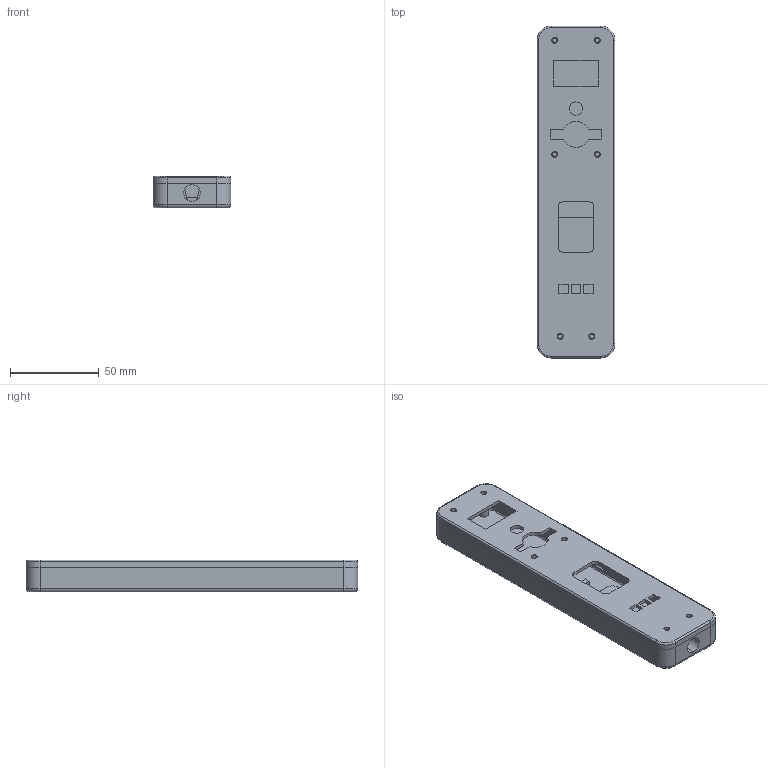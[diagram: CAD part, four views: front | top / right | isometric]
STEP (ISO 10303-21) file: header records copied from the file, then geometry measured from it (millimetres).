
FILE_DESCRIPTION (( 'STEP AP203' ), '1' );
FILE_NAME ('Main Casing V2.STEP', '2024-12-21T18:55:24', ( '' ), ( '' ), 'SwSTEP 2.0', 'SolidWorks 2023', '' );
FILE_SCHEMA (( 'CONFIG_CONTROL_DESIGN' ));
Length unit declared in the file: millimetre
Products named in the file (2): Main Casing V2; Part6^Assembly
Assembly tree (1 placements, depth 2):
  Main Casing V2
    Part6^Assembly
Bounding box: 44 x 187.26 x 18 mm (x, y, z)
Volume: 57226.4 mm3; surface area: 47082.8 mm2
Topology: 2 solids, 2 shells, 241 faces, 610 edges, 396 vertices
Faces by surface type: plane 116, cylinder 101, torus 16, cone 8
Entity records: 7568 total; most frequent: DIRECTION 1338, CARTESIAN_POINT 1273, ORIENTED_EDGE 1220, EDGE_CURVE 610, AXIS2_PLACEMENT_3D 485, VERTEX_POINT 396, VECTOR 368, LINE 368
